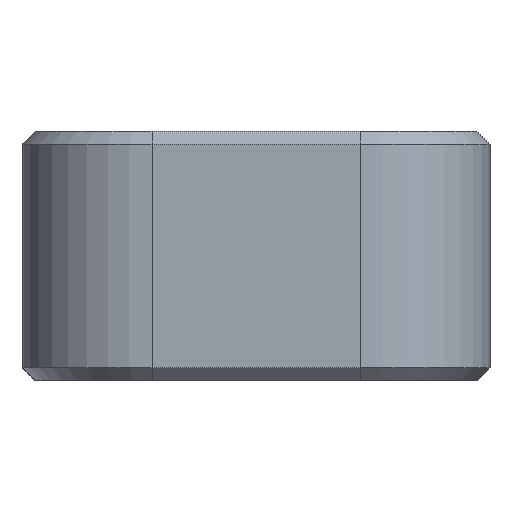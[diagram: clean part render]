
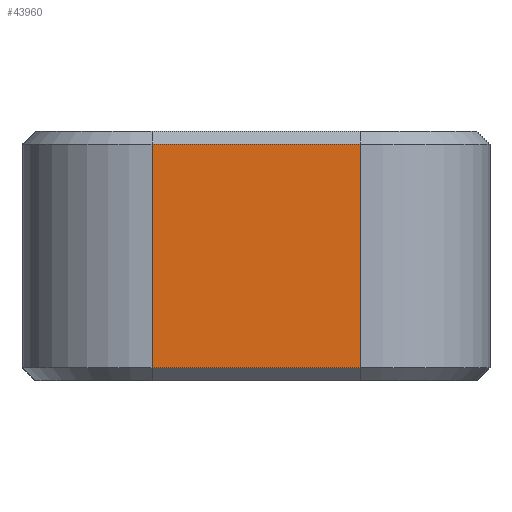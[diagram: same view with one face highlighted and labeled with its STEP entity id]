
A CAD part, front view. The second image highlights one B-rep face of the part: STEP entity #43960.
In plain terms, the highlighted planar face has unit normal (0, -1, 0).
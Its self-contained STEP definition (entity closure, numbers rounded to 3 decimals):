
#3303=PLANE('',#47326);
#6621=FACE_OUTER_BOUND('',#9936,.T.);
#9936=EDGE_LOOP('',(#40603,#40604,#40605,#40606));
#15551=LINE('',#71003,#21175);
#15553=LINE('',#71013,#21177);
#15560=LINE('',#71025,#21184);
#15561=LINE('',#71027,#21185);
#21175=VECTOR('',#59619,25.4);
#21177=VECTOR('',#59629,25.4);
#21184=VECTOR('',#59646,25.4);
#21185=VECTOR('',#59649,25.4);
#23606=VERTEX_POINT('',#71000);
#23607=VERTEX_POINT('',#71002);
#23609=VERTEX_POINT('',#71007);
#23611=VERTEX_POINT('',#71011);
#29272=EDGE_CURVE('',#23606,#23607,#15551,.T.);
#29277=EDGE_CURVE('',#23611,#23609,#15553,.T.);
#29284=EDGE_CURVE('',#23607,#23611,#15560,.T.);
#29285=EDGE_CURVE('',#23609,#23606,#15561,.T.);
#40603=ORIENTED_EDGE('',*,*,#29277,.F.);
#40604=ORIENTED_EDGE('',*,*,#29284,.F.);
#40605=ORIENTED_EDGE('',*,*,#29272,.F.);
#40606=ORIENTED_EDGE('',*,*,#29285,.F.);
#43960=ADVANCED_FACE('',(#6621),#3303,.F.);
#47326=AXIS2_PLACEMENT_3D('',#71028,#59650,#59651);
#59619=DIRECTION('',(0.,0.,1.));
#59629=DIRECTION('',(0.,0.,-1.));
#59646=DIRECTION('',(1.,0.,0.));
#59649=DIRECTION('',(-1.,0.,0.));
#59650=DIRECTION('center_axis',(0.,1.,0.));
#59651=DIRECTION('ref_axis',(0.,0.,1.));
#71000=CARTESIAN_POINT('',(252.017,19.208,-14.026));
#71002=CARTESIAN_POINT('',(252.017,19.208,-5.426));
#71003=CARTESIAN_POINT('',(252.017,19.208,-10.726));
#71007=CARTESIAN_POINT('',(260.017,19.208,-14.026));
#71011=CARTESIAN_POINT('',(260.017,19.208,-5.426));
#71013=CARTESIAN_POINT('',(260.017,19.208,-9.226));
#71025=CARTESIAN_POINT('',(256.017,19.208,-5.426));
#71027=CARTESIAN_POINT('',(256.017,19.208,-14.026));
#71028=CARTESIAN_POINT('Origin',(256.017,19.208,-9.226));
